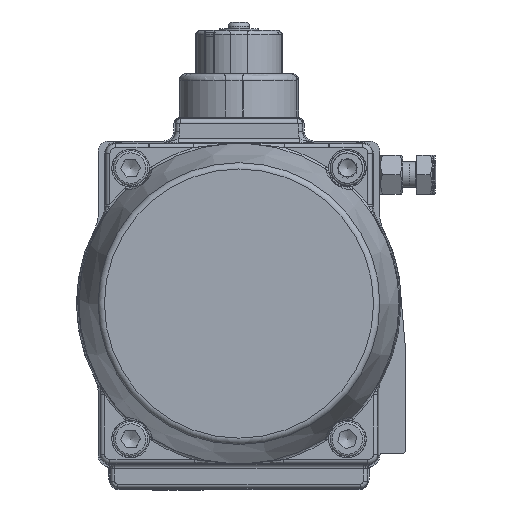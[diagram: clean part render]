
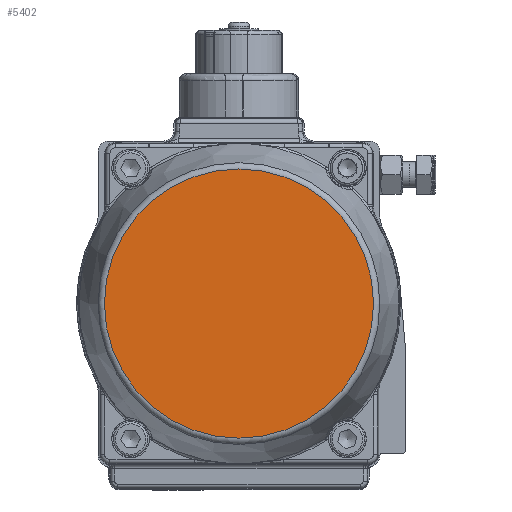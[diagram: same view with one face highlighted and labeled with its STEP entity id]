
A CAD part, front view. The second image highlights one B-rep face of the part: STEP entity #5402.
In plain terms, the highlighted face is planar.
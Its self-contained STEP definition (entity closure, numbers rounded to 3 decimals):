
#1405=FACE_OUTER_BOUND('',#8503,.T.);
#2162=PLANE('',#22171);
#5402=ADVANCED_FACE('',(#1405),#2162,.T.);
#8503=EDGE_LOOP('',(#12353));
#12353=ORIENTED_EDGE('',*,*,#18714,.T.);
#16337=VERTEX_POINT('',#37896);
#18714=EDGE_CURVE('',#16337,#16337,#20532,.T.);
#20532=CIRCLE('',#22170,62.088);
#22170=AXIS2_PLACEMENT_3D('',#37895,#26196,#26197);
#22171=AXIS2_PLACEMENT_3D('',#37897,#26198,#26199);
#26196=DIRECTION('',(0.,0.,1.));
#26197=DIRECTION('',(1.,0.,0.));
#26198=DIRECTION('',(0.,0.,1.));
#26199=DIRECTION('',(1.,0.,0.));
#37895=CARTESIAN_POINT('',(0.,0.,56.));
#37896=CARTESIAN_POINT('',(62.088,0.,56.));
#37897=CARTESIAN_POINT('',(0.,0.,56.));
